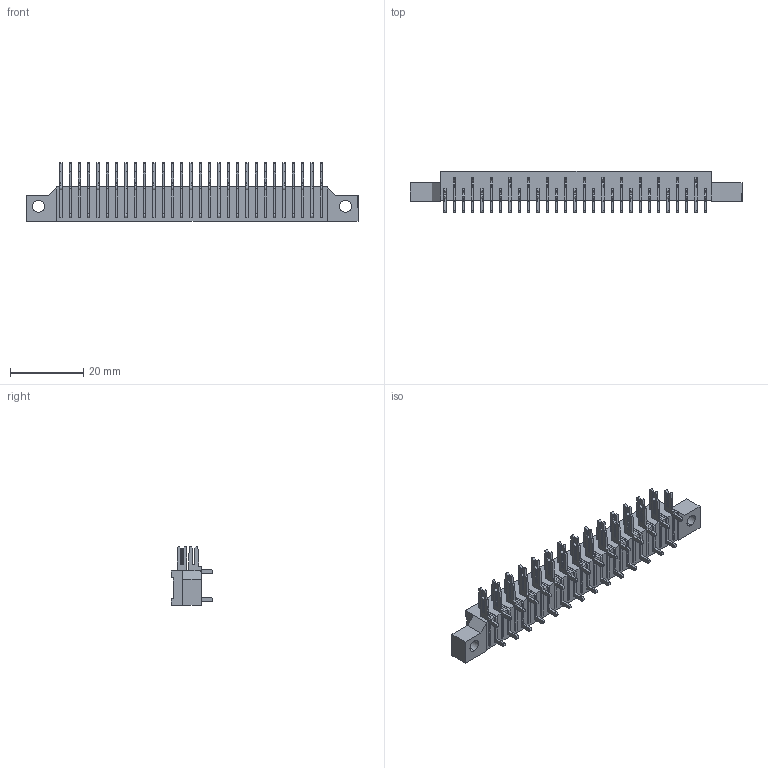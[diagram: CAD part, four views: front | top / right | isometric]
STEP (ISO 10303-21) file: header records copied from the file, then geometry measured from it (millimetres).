
FILE_DESCRIPTION (( 'STEP AP203' ), '1' );
FILE_NAME ('421-029-520-102.STEP', '2019-11-28T19:31:14', ( '' ), ( '' ), 'SwSTEP 2.0', 'SolidWorks 2016', '' );
FILE_SCHEMA (( 'CONFIG_CONTROL_DESIGN' ));
Length unit declared in the file: inch
Products named in the file (4): 421-290-002_120; 421-029-520-102; 421 Part_29; 421-290-001_120
Assembly tree (30 placements, depth 2):
  421-029-520-102
    421 Part_29
    421-290-001_120  x14
    421-290-002_120  x15
Bounding box: 90.68 x 11.38 x 16.05 mm (x, y, z)
Volume: 6232 mm3; surface area: 9992.2 mm2
Topology: 30 solids, 30 shells, 1010 faces, 2828 edges, 1884 vertices
Faces by surface type: plane 820, cylinder 190
Entity records: 10336 total; most frequent: CARTESIAN_POINT 1645, ORIENTED_EDGE 1600, DIRECTION 1536, EDGE_CURVE 800, VECTOR 690, LINE 690, VERTEX_POINT 532, AXIS2_PLACEMENT_3D 423
